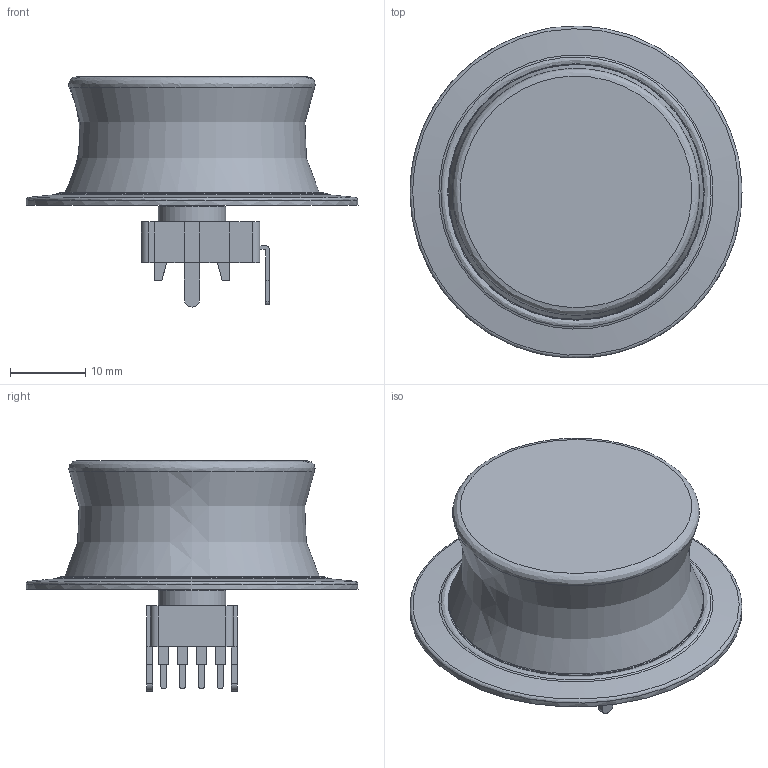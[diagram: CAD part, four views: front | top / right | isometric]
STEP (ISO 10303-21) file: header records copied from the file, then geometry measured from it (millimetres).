
FILE_DESCRIPTION(('FreeCAD Model'),'2;1');
FILE_NAME('colorpicker_v0_7.step','2019-12-17T18:22:30',('Author'),(''), 'Open CASCADE STEP processor 7.3','FreeCAD','Unknown');
FILE_SCHEMA(('AUTOMOTIVE_DESIGN { 1 0 10303 214 1 1 1 1 }'));
Length unit declared in the file: millimetre
Products named in the file (7): Groundplate; Beinchen2; Beinchen3; Geh?e; Beinchen4; Beinchen1; Knob
Bounding box: 44 x 44 x 30.5 mm (x, y, z)
Volume: 6974.8 mm3; surface area: 10352.2 mm2
Topology: 7 solids, 7 shells, 217 faces, 579 edges, 370 vertices
Faces by surface type: plane 150, cylinder 34, bspline 25, cone 5, revolution 3
Full cylindrical faces by diameter (mm): 6 x1, 7 x2, 9 x1, 44 x1
Entity records: 18892 total; most frequent: CARTESIAN_POINT 7879, DIRECTION 1841, LINE 1224, VECTOR 1224, ORIENTED_EDGE 1138, PCURVE 1138, DEFINITIONAL_REPRESENTATION 1138, EDGE_CURVE 569
